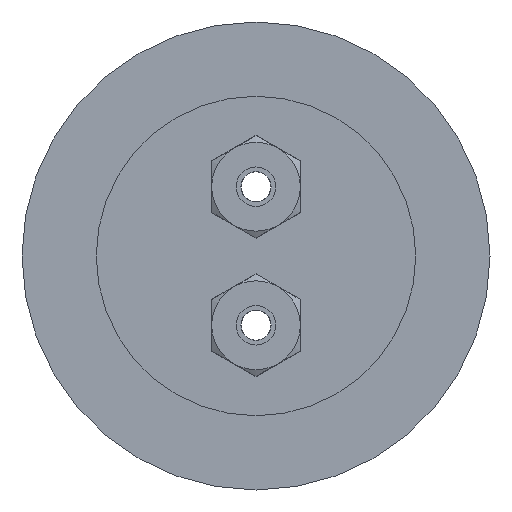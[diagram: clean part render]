
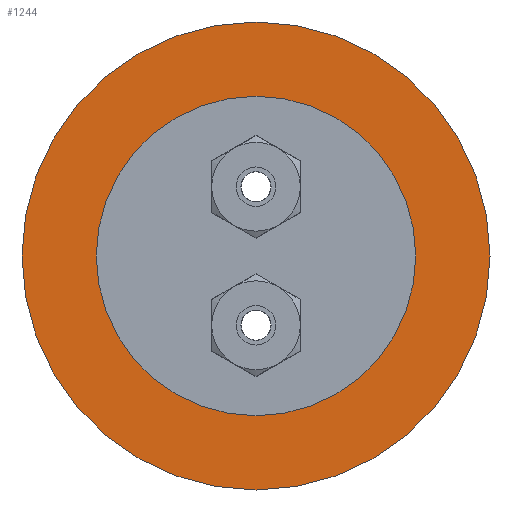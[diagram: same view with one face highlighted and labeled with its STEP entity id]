
A CAD part, front view. The second image highlights one B-rep face of the part: STEP entity #1244.
In plain terms, the highlighted planar face has unit normal (0, -1, 0).
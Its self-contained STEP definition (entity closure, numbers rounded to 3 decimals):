
#227=FACE_BOUND('',#369,.T.);
#246=PLANE('',#1505);
#284=FACE_OUTER_BOUND('',#368,.T.);
#368=EDGE_LOOP('',(#925,#926));
#369=EDGE_LOOP('',(#927,#928));
#530=CIRCLE('',#1493,37.5);
#531=CIRCLE('',#1494,37.5);
#536=CIRCLE('',#1503,25.6);
#537=CIRCLE('',#1504,25.6);
#614=VERTEX_POINT('',#2100);
#615=VERTEX_POINT('',#2102);
#620=VERTEX_POINT('',#2118);
#621=VERTEX_POINT('',#2120);
#727=EDGE_CURVE('',#614,#615,#530,.T.);
#728=EDGE_CURVE('',#615,#614,#531,.T.);
#735=EDGE_CURVE('',#621,#620,#536,.T.);
#736=EDGE_CURVE('',#620,#621,#537,.T.);
#925=ORIENTED_EDGE('',*,*,#728,.F.);
#926=ORIENTED_EDGE('',*,*,#727,.F.);
#927=ORIENTED_EDGE('',*,*,#735,.T.);
#928=ORIENTED_EDGE('',*,*,#736,.T.);
#1244=ADVANCED_FACE('',(#284,#227),#246,.T.);
#1493=AXIS2_PLACEMENT_3D('',#2103,#1706,#1707);
#1494=AXIS2_PLACEMENT_3D('',#2104,#1708,#1709);
#1503=AXIS2_PLACEMENT_3D('',#2121,#1728,#1729);
#1504=AXIS2_PLACEMENT_3D('',#2122,#1730,#1731);
#1505=AXIS2_PLACEMENT_3D('',#2123,#1732,#1733);
#1706=DIRECTION('center_axis',(0.,1.,0.));
#1707=DIRECTION('ref_axis',(1.,0.,0.));
#1708=DIRECTION('center_axis',(0.,1.,0.));
#1709=DIRECTION('ref_axis',(1.,0.,0.));
#1728=DIRECTION('center_axis',(0.,1.,0.));
#1729=DIRECTION('ref_axis',(1.,0.,0.));
#1730=DIRECTION('center_axis',(0.,1.,0.));
#1731=DIRECTION('ref_axis',(1.,0.,0.));
#1732=DIRECTION('center_axis',(0.,-1.,0.));
#1733=DIRECTION('ref_axis',(0.,0.,-1.));
#2100=CARTESIAN_POINT('',(37.5,0.,0.));
#2102=CARTESIAN_POINT('',(-37.5,0.,0.));
#2103=CARTESIAN_POINT('Origin',(0.,0.,
0.));
#2104=CARTESIAN_POINT('Origin',(0.,0.,
0.));
#2118=CARTESIAN_POINT('',(25.6,0.,0.));
#2120=CARTESIAN_POINT('',(-25.6,0.,0.));
#2121=CARTESIAN_POINT('Origin',(0.,0.,
0.));
#2122=CARTESIAN_POINT('Origin',(0.,0.,
0.));
#2123=CARTESIAN_POINT('Origin',(-37.5,0.,0.));
